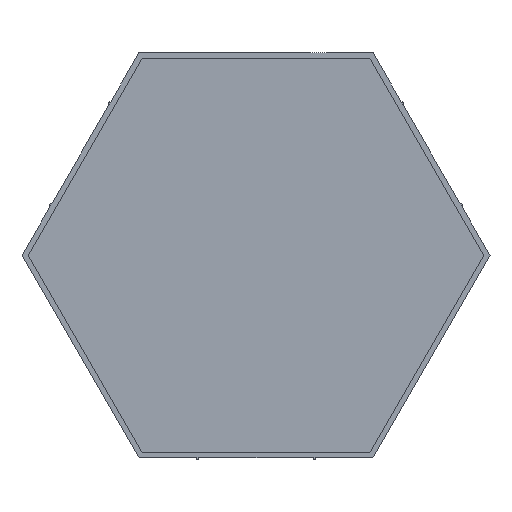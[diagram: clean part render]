
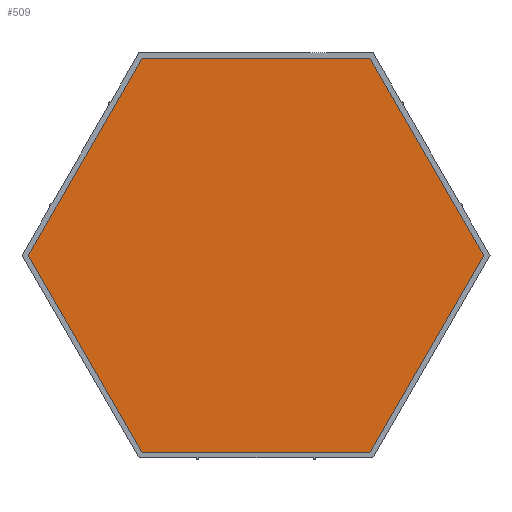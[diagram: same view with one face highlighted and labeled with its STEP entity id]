
A CAD part, front view. The second image highlights one B-rep face of the part: STEP entity #509.
In plain terms, the highlighted planar face has unit normal (0, -1, 0).
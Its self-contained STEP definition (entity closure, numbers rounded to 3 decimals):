
#25=PLANE('',#562);
#52=FACE_OUTER_BOUND('',#79,.T.);
#79=EDGE_LOOP('',(#404,#405,#406,#407,#408,#409));
#128=LINE('',#817,#188);
#129=LINE('',#819,#189);
#130=LINE('',#821,#190);
#131=LINE('',#823,#191);
#132=LINE('',#825,#192);
#133=LINE('',#826,#193);
#188=VECTOR('',#668,10.);
#189=VECTOR('',#669,10.);
#190=VECTOR('',#670,10.);
#191=VECTOR('',#671,10.);
#192=VECTOR('',#672,10.);
#193=VECTOR('',#673,10.);
#260=VERTEX_POINT('',#815);
#261=VERTEX_POINT('',#816);
#262=VERTEX_POINT('',#818);
#263=VERTEX_POINT('',#820);
#264=VERTEX_POINT('',#822);
#265=VERTEX_POINT('',#824);
#320=EDGE_CURVE('',#260,#261,#128,.T.);
#321=EDGE_CURVE('',#262,#260,#129,.T.);
#322=EDGE_CURVE('',#263,#262,#130,.T.);
#323=EDGE_CURVE('',#264,#263,#131,.T.);
#324=EDGE_CURVE('',#265,#264,#132,.T.);
#325=EDGE_CURVE('',#261,#265,#133,.T.);
#404=ORIENTED_EDGE('',*,*,#320,.F.);
#405=ORIENTED_EDGE('',*,*,#321,.F.);
#406=ORIENTED_EDGE('',*,*,#322,.F.);
#407=ORIENTED_EDGE('',*,*,#323,.F.);
#408=ORIENTED_EDGE('',*,*,#324,.F.);
#409=ORIENTED_EDGE('',*,*,#325,.F.);
#509=ADVANCED_FACE('',(#52),#25,.T.);
#562=AXIS2_PLACEMENT_3D('',#814,#666,#667);
#666=DIRECTION('center_axis',(0.,-1.,0.));
#667=DIRECTION('ref_axis',(0.,0.,-1.));
#668=DIRECTION('',(1.,0.,0.));
#669=DIRECTION('',(0.5,0.,0.866));
#670=DIRECTION('',(-0.5,0.,0.866));
#671=DIRECTION('',(-1.,0.,0.));
#672=DIRECTION('',(-0.5,0.,-0.866));
#673=DIRECTION('',(0.5,0.,-0.866));
#814=CARTESIAN_POINT('Origin',(0.,19.4,0.));
#815=CARTESIAN_POINT('',(-42.417,19.4,73.468));
#816=CARTESIAN_POINT('',(42.417,19.4,73.468));
#817=CARTESIAN_POINT('',(-20.516,19.4,73.468));
#818=CARTESIAN_POINT('',(-84.833,19.4,0.));
#819=CARTESIAN_POINT('',(-73.883,19.4,18.967));
#820=CARTESIAN_POINT('',(-42.417,19.4,-73.468));
#821=CARTESIAN_POINT('',(-53.367,19.4,-54.501));
#822=CARTESIAN_POINT('',(42.417,19.4,-73.468));
#823=CARTESIAN_POINT('',(20.516,19.4,-73.468));
#824=CARTESIAN_POINT('',(84.833,19.4,0.));
#825=CARTESIAN_POINT('',(73.883,19.4,-18.967));
#826=CARTESIAN_POINT('',(53.367,19.4,54.501));
